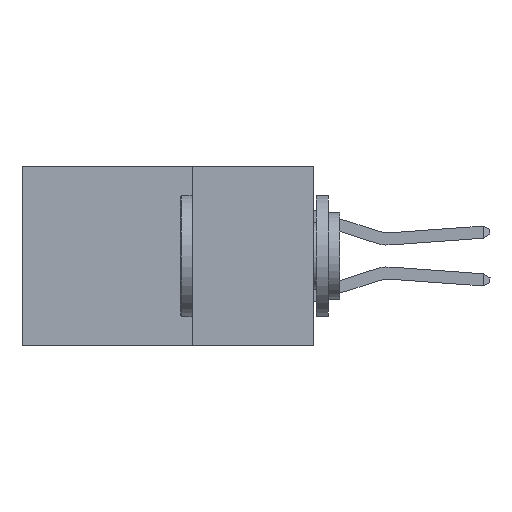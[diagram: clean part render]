
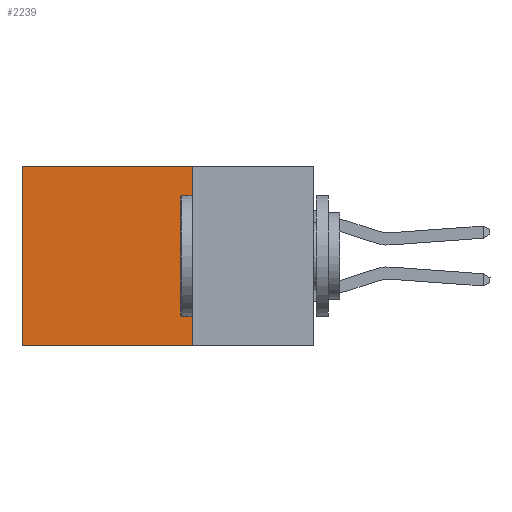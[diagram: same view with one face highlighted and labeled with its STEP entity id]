
A CAD part, left-side view. The second image highlights one B-rep face of the part: STEP entity #2239.
In plain terms, the highlighted planar face has unit normal (-1, 0, 0).
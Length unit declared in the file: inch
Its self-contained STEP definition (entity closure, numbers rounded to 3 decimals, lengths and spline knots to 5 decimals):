
#165 = DIRECTION ( 'NONE',  ( 0., 0., -1. ) ) ;
#796 = FACE_OUTER_BOUND ( 'NONE', #19117, .T. ) ;
#1299 = DIRECTION ( 'NONE',  ( 0., 1., 0. ) ) ;
#1405 = ORIENTED_EDGE ( 'NONE', *, *, #3237, .F. ) ;
#2032 = CARTESIAN_POINT ( 'NONE',  ( 0.2875, 0.6, 0. ) ) ;
#2239 = ADVANCED_FACE ( 'NONE', ( #796 ), #18468, .F. ) ;
#2314 = ORIENTED_EDGE ( 'NONE', *, *, #5031, .T. ) ;
#2513 = VECTOR ( 'NONE', #11452, 39.37008 ) ;
#3237 = EDGE_CURVE ( 'NONE', #18893, #10870, #18904, .T. ) ;
#3515 = LINE ( 'NONE', #10635, #9869 ) ;
#5031 = EDGE_CURVE ( 'NONE', #10991, #8149, #3515, .T. ) ;
#7617 = DIRECTION ( 'NONE',  ( 1., 0., 0. ) ) ;
#8028 = LINE ( 'NONE', #2032, #15628 ) ;
#8149 = VERTEX_POINT ( 'NONE', #11702 ) ;
#9623 = CARTESIAN_POINT ( 'NONE',  ( 0.2875, 0.25, 0. ) ) ;
#9869 = VECTOR ( 'NONE', #1299, 39.37008 ) ;
#10126 = CARTESIAN_POINT ( 'NONE',  ( 0.2875, 0.6, -0.37 ) ) ;
#10635 = CARTESIAN_POINT ( 'NONE',  ( 0.2875, 0.25, 0. ) ) ;
#10870 = VERTEX_POINT ( 'NONE', #10126 ) ;
#10991 = VERTEX_POINT ( 'NONE', #19570 ) ;
#11452 = DIRECTION ( 'NONE',  ( 0., 1., 0. ) ) ;
#11702 = CARTESIAN_POINT ( 'NONE',  ( 0.2875, 0.6, 0. ) ) ;
#12443 = EDGE_CURVE ( 'NONE', #10991, #18893, #17997, .T. ) ;
#12855 = ORIENTED_EDGE ( 'NONE', *, *, #13188, .T. ) ;
#13188 = EDGE_CURVE ( 'NONE', #8149, #10870, #8028, .T. ) ;
#13564 = AXIS2_PLACEMENT_3D ( 'NONE', #16660, #7617, #16751 ) ;
#14445 = VECTOR ( 'NONE', #165, 39.37008 ) ;
#14523 = ORIENTED_EDGE ( 'NONE', *, *, #12443, .F. ) ;
#15628 = VECTOR ( 'NONE', #15955, 39.37008 ) ;
#15955 = DIRECTION ( 'NONE',  ( 0., 0., -1. ) ) ;
#16660 = CARTESIAN_POINT ( 'NONE',  ( 0.2875, 0.25, 0. ) ) ;
#16751 = DIRECTION ( 'NONE',  ( 0., 0., -1. ) ) ;
#16964 = CARTESIAN_POINT ( 'NONE',  ( 0.2875, 0.25, -0.37 ) ) ;
#17642 = CARTESIAN_POINT ( 'NONE',  ( 0.2875, 0.25, -0.37 ) ) ;
#17997 = LINE ( 'NONE', #9623, #14445 ) ;
#18468 = PLANE ( 'NONE',  #13564 ) ;
#18893 = VERTEX_POINT ( 'NONE', #16964 ) ;
#18904 = LINE ( 'NONE', #17642, #2513 ) ;
#19117 = EDGE_LOOP ( 'NONE', ( #12855, #1405, #14523, #2314 ) ) ;
#19570 = CARTESIAN_POINT ( 'NONE',  ( 0.2875, 0.25, 0. ) ) ;
